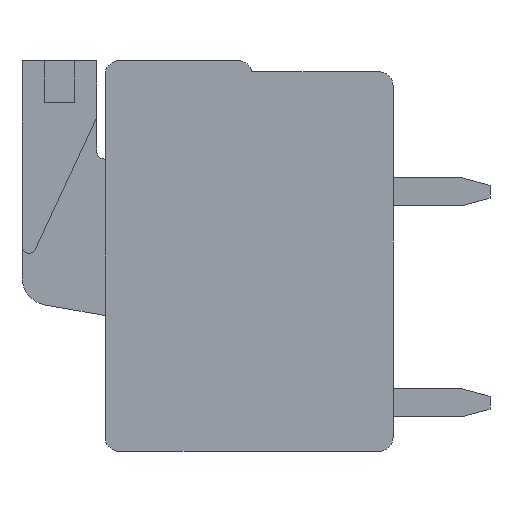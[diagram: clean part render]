
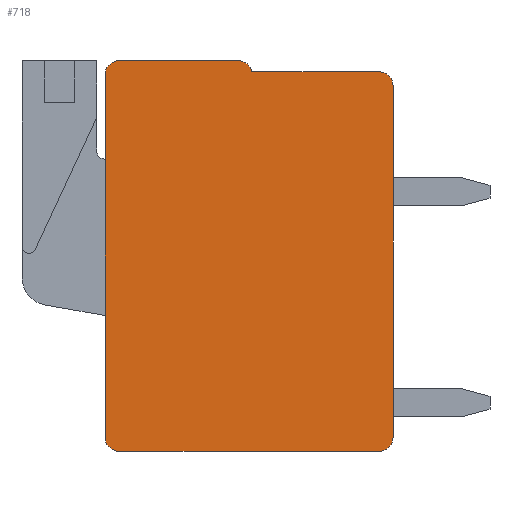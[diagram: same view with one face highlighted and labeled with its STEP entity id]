
A CAD part, left-side view. The second image highlights one B-rep face of the part: STEP entity #718.
In plain terms, the highlighted planar face has unit normal (-1, 0, 0).
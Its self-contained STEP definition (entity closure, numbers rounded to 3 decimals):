
#718=ADVANCED_FACE('',(#1226),#1228,.F.);
#1226=FACE_BOUND('',#1227,.T.);
#1227=EDGE_LOOP('',(#1583,#1584,#1585,#1586,#1587,#1588,#1589,#1590,#1591,#1592));
#1228=PLANE('',#1229);
#1229=AXIS2_PLACEMENT_3D('',#1230,#1231,#1232);
#1230=CARTESIAN_POINT('',(15.34,13.4,-14.1));
#1231=DIRECTION('',(1.,0.,0.));
#1232=DIRECTION('',(0.,1.,0.));
#1583=ORIENTED_EDGE('',*,*,#1779,.T.);
#1584=ORIENTED_EDGE('',*,*,#1770,.F.);
#1585=ORIENTED_EDGE('',*,*,#1773,.T.);
#1586=ORIENTED_EDGE('',*,*,#1764,.T.);
#1587=ORIENTED_EDGE('',*,*,#1767,.T.);
#1588=ORIENTED_EDGE('',*,*,#1760,.F.);
#1589=ORIENTED_EDGE('',*,*,#1775,.T.);
#1590=ORIENTED_EDGE('',*,*,#1752,.T.);
#1591=ORIENTED_EDGE('',*,*,#1777,.T.);
#1592=ORIENTED_EDGE('',*,*,#1745,.T.);
#1745=EDGE_CURVE('',#1978,#1979,#1980,.T.);
#1752=EDGE_CURVE('',#1991,#1992,#1993,.T.);
#1760=EDGE_CURVE('',#2005,#2007,#2008,.T.);
#1764=EDGE_CURVE('',#2015,#2013,#2016,.T.);
#1767=EDGE_CURVE('',#2013,#2007,#2020,.T.);
#1770=EDGE_CURVE('',#2023,#2025,#2026,.T.);
#1773=EDGE_CURVE('',#2023,#2015,#2030,.T.);
#1775=EDGE_CURVE('',#2005,#1991,#2032,.T.);
#1777=EDGE_CURVE('',#1992,#1978,#2034,.T.);
#1779=EDGE_CURVE('',#1979,#2025,#2036,.T.);
#1978=VERTEX_POINT('',#2553);
#1979=VERTEX_POINT('',#2554);
#1980=LINE('',#2555,#2556);
#1991=VERTEX_POINT('',#2580);
#1992=VERTEX_POINT('',#2581);
#1993=LINE('',#2582,#2583);
#2005=VERTEX_POINT('',#2608);
#2007=VERTEX_POINT('',#2612);
#2008=LINE('',#2613,#2614);
#2013=VERTEX_POINT('',#2624);
#2015=VERTEX_POINT('',#2628);
#2016=LINE('',#2629,#2630);
#2020=CIRCLE('',#2639,0.5);
#2023=VERTEX_POINT('',#2648);
#2025=VERTEX_POINT('',#2652);
#2026=LINE('',#2653,#2654);
#2030=CIRCLE('',#2663,0.5);
#2032=CIRCLE('',#2671,0.5);
#2034=CIRCLE('',#2679,0.5);
#2036=CIRCLE('',#2687,0.5);
#2553=CARTESIAN_POINT('',(15.34,10.4,-0.5));
#2554=CARTESIAN_POINT('',(15.34,10.4,-13.6));
#2555=CARTESIAN_POINT('',(15.34,10.4,-0.5));
#2556=VECTOR('',#2557,1.);
#2557=DIRECTION('',(0.,0.,-1.));
#2580=CARTESIAN_POINT('',(15.34,5.59,0.));
#2581=CARTESIAN_POINT('',(15.34,9.9,0.));
#2582=CARTESIAN_POINT('',(15.34,5.59,0.));
#2583=VECTOR('',#2584,1.);
#2584=DIRECTION('',(0.,1.,0.));
#2608=CARTESIAN_POINT('',(15.34,5.1,-0.4));
#2612=CARTESIAN_POINT('',(15.34,0.5,-0.4));
#2613=CARTESIAN_POINT('',(15.34,5.1,-0.4));
#2614=VECTOR('',#2615,1.);
#2615=DIRECTION('',(0.,-1.,0.));
#2624=CARTESIAN_POINT('',(15.34,0.,-0.9));
#2628=CARTESIAN_POINT('',(15.34,0.,-13.6));
#2629=CARTESIAN_POINT('',(15.34,0.,-13.6));
#2630=VECTOR('',#2631,1.);
#2631=DIRECTION('',(0.,0.,1.));
#2639=AXIS2_PLACEMENT_3D('',#2640,#2641,#2642);
#2640=CARTESIAN_POINT('',(15.34,0.5,-0.9));
#2641=DIRECTION('',(-1.,0.,0.));
#2642=DIRECTION('',(0.,-1.,0.));
#2648=CARTESIAN_POINT('',(15.34,0.5,-14.1));
#2652=CARTESIAN_POINT('',(15.34,9.9,-14.1));
#2653=CARTESIAN_POINT('',(15.34,0.5,-14.1));
#2654=VECTOR('',#2655,1.);
#2655=DIRECTION('',(0.,1.,0.));
#2663=AXIS2_PLACEMENT_3D('',#2664,#2665,#2666);
#2664=CARTESIAN_POINT('',(15.34,0.5,-13.6));
#2665=DIRECTION('',(-1.,0.,0.));
#2666=DIRECTION('',(0.,0.,-1.));
#2671=AXIS2_PLACEMENT_3D('',#2672,#2673,#2674);
#2672=CARTESIAN_POINT('',(15.34,5.59,-0.5));
#2673=DIRECTION('',(-1.,0.,0.));
#2674=DIRECTION('',(0.,-0.98,0.2));
#2679=AXIS2_PLACEMENT_3D('',#2680,#2681,#2682);
#2680=CARTESIAN_POINT('',(15.34,9.9,-0.5));
#2681=DIRECTION('',(-1.,0.,0.));
#2682=DIRECTION('',(0.,0.,1.));
#2687=AXIS2_PLACEMENT_3D('',#2688,#2689,#2690);
#2688=CARTESIAN_POINT('',(15.34,9.9,-13.6));
#2689=DIRECTION('',(-1.,0.,0.));
#2690=DIRECTION('',(0.,1.,0.));
